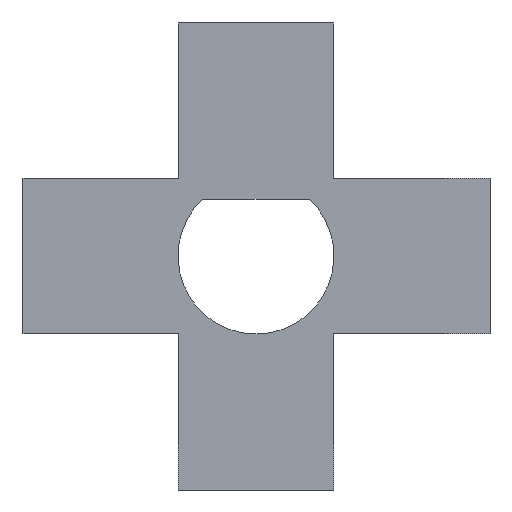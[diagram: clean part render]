
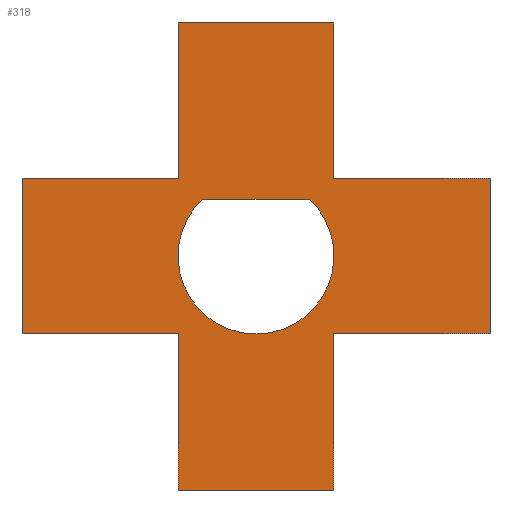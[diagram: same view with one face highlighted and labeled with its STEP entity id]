
A CAD part, front view. The second image highlights one B-rep face of the part: STEP entity #318.
In plain terms, the highlighted planar face has unit normal (0, -1, 0).
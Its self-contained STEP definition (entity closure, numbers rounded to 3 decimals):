
#16=FACE_BOUND('',#65,.T.);
#31=PLANE('',#350);
#47=FACE_OUTER_BOUND('',#64,.T.);
#64=EDGE_LOOP('',(#288,#289,#290,#291,#292,#293,#294,#295,#296,#297,#298,
#299));
#65=EDGE_LOOP('',(#300,#301));
#69=LINE('',#441,#109);
#72=LINE('',#449,#112);
#75=LINE('',#455,#115);
#78=LINE('',#461,#118);
#81=LINE('',#467,#121);
#84=LINE('',#473,#124);
#87=LINE('',#479,#127);
#90=LINE('',#485,#130);
#93=LINE('',#491,#133);
#96=LINE('',#497,#136);
#99=LINE('',#503,#139);
#102=LINE('',#509,#142);
#105=LINE('',#513,#145);
#109=VECTOR('',#364,10.);
#112=VECTOR('',#369,10.);
#115=VECTOR('',#374,10.);
#118=VECTOR('',#379,10.);
#121=VECTOR('',#384,10.);
#124=VECTOR('',#389,10.);
#127=VECTOR('',#394,10.);
#130=VECTOR('',#399,10.);
#133=VECTOR('',#404,10.);
#136=VECTOR('',#409,10.);
#139=VECTOR('',#414,10.);
#142=VECTOR('',#419,10.);
#145=VECTOR('',#424,10.);
#147=CIRCLE('',#335,2.);
#150=VERTEX_POINT('',#434);
#151=VERTEX_POINT('',#436);
#154=VERTEX_POINT('',#446);
#155=VERTEX_POINT('',#448);
#157=VERTEX_POINT('',#454);
#159=VERTEX_POINT('',#460);
#161=VERTEX_POINT('',#466);
#163=VERTEX_POINT('',#472);
#165=VERTEX_POINT('',#478);
#167=VERTEX_POINT('',#484);
#169=VERTEX_POINT('',#490);
#171=VERTEX_POINT('',#496);
#173=VERTEX_POINT('',#502);
#175=VERTEX_POINT('',#508);
#178=EDGE_CURVE('',#151,#150,#147,.T.);
#181=EDGE_CURVE('',#150,#151,#69,.T.);
#184=EDGE_CURVE('',#155,#154,#72,.T.);
#187=EDGE_CURVE('',#157,#155,#75,.T.);
#190=EDGE_CURVE('',#159,#157,#78,.T.);
#193=EDGE_CURVE('',#161,#159,#81,.T.);
#196=EDGE_CURVE('',#163,#161,#84,.T.);
#199=EDGE_CURVE('',#165,#163,#87,.T.);
#202=EDGE_CURVE('',#167,#165,#90,.T.);
#205=EDGE_CURVE('',#169,#167,#93,.T.);
#208=EDGE_CURVE('',#171,#169,#96,.T.);
#211=EDGE_CURVE('',#173,#171,#99,.T.);
#214=EDGE_CURVE('',#175,#173,#102,.T.);
#217=EDGE_CURVE('',#154,#175,#105,.T.);
#288=ORIENTED_EDGE('',*,*,#217,.T.);
#289=ORIENTED_EDGE('',*,*,#214,.T.);
#290=ORIENTED_EDGE('',*,*,#211,.T.);
#291=ORIENTED_EDGE('',*,*,#208,.T.);
#292=ORIENTED_EDGE('',*,*,#205,.T.);
#293=ORIENTED_EDGE('',*,*,#202,.T.);
#294=ORIENTED_EDGE('',*,*,#199,.T.);
#295=ORIENTED_EDGE('',*,*,#196,.T.);
#296=ORIENTED_EDGE('',*,*,#193,.T.);
#297=ORIENTED_EDGE('',*,*,#190,.T.);
#298=ORIENTED_EDGE('',*,*,#187,.T.);
#299=ORIENTED_EDGE('',*,*,#184,.T.);
#300=ORIENTED_EDGE('',*,*,#178,.T.);
#301=ORIENTED_EDGE('',*,*,#181,.T.);
#318=ADVANCED_FACE('',(#47,#16),#31,.T.);
#335=AXIS2_PLACEMENT_3D('',#437,#358,#359);
#350=AXIS2_PLACEMENT_3D('',#515,#427,#428);
#358=DIRECTION('center_axis',(0.,1.,0.));
#359=DIRECTION('ref_axis',(1.,0.,0.));
#364=DIRECTION('',(1.,0.,0.));
#369=DIRECTION('',(0.,0.,-1.));
#374=DIRECTION('',(-1.,0.,0.));
#379=DIRECTION('',(0.,0.,-1.));
#384=DIRECTION('',(-1.,0.,0.));
#389=DIRECTION('',(0.,0.,1.));
#394=DIRECTION('',(-1.,0.,0.));
#399=DIRECTION('',(0.,0.,1.));
#404=DIRECTION('',(1.,0.,0.));
#409=DIRECTION('',(0.,0.,1.));
#414=DIRECTION('',(1.,0.,0.));
#419=DIRECTION('',(0.,0.,-1.));
#424=DIRECTION('',(1.,0.,0.));
#427=DIRECTION('center_axis',(0.,-1.,0.));
#428=DIRECTION('ref_axis',(0.,0.,-1.));
#434=CARTESIAN_POINT('',(-1.367,-12.,1.46));
#436=CARTESIAN_POINT('',(1.367,-12.,1.46));
#437=CARTESIAN_POINT('Origin',(0.,-12.,0.));
#441=CARTESIAN_POINT('',(0.683,-12.,1.46));
#446=CARTESIAN_POINT('',(-6.,-12.,-2.));
#448=CARTESIAN_POINT('',(-6.,-12.,2.));
#449=CARTESIAN_POINT('',(-6.,-12.,-2.));
#454=CARTESIAN_POINT('',(-2.,-12.,2.));
#455=CARTESIAN_POINT('',(-6.,-12.,2.));
#460=CARTESIAN_POINT('',(-2.,-12.,6.));
#461=CARTESIAN_POINT('',(-2.,-12.,6.));
#466=CARTESIAN_POINT('',(2.,-12.,6.));
#467=CARTESIAN_POINT('',(2.,-12.,6.));
#472=CARTESIAN_POINT('',(2.,-12.,2.));
#473=CARTESIAN_POINT('',(2.,-12.,-6.));
#478=CARTESIAN_POINT('',(6.,-12.,2.));
#479=CARTESIAN_POINT('',(-6.,-12.,2.));
#484=CARTESIAN_POINT('',(6.,-12.,-2.));
#485=CARTESIAN_POINT('',(6.,-12.,2.));
#490=CARTESIAN_POINT('',(2.,-12.,-2.));
#491=CARTESIAN_POINT('',(6.,-12.,-2.));
#496=CARTESIAN_POINT('',(2.,-12.,-6.));
#497=CARTESIAN_POINT('',(2.,-12.,-6.));
#502=CARTESIAN_POINT('',(-2.,-12.,-6.));
#503=CARTESIAN_POINT('',(-2.,-12.,-6.));
#508=CARTESIAN_POINT('',(-2.,-12.,-2.));
#509=CARTESIAN_POINT('',(-2.,-12.,6.));
#513=CARTESIAN_POINT('',(6.,-12.,-2.));
#515=CARTESIAN_POINT('Origin',(0.,-12.,0.));
